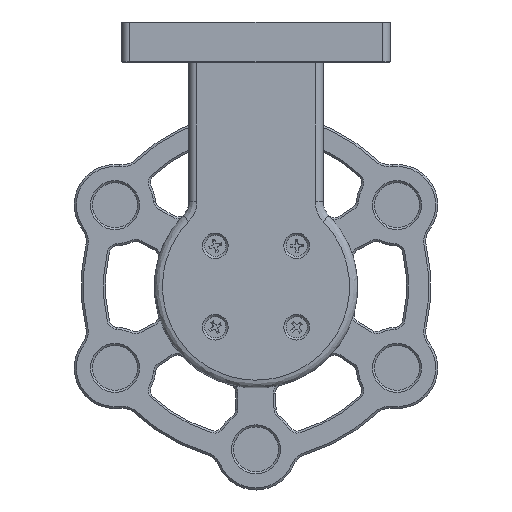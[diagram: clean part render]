
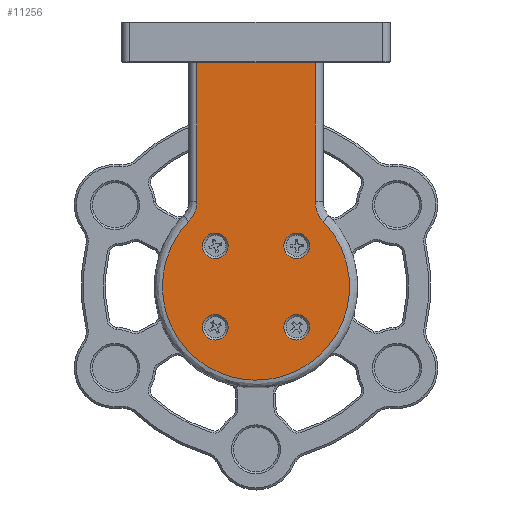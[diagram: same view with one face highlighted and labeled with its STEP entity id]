
A CAD part, front view. The second image highlights one B-rep face of the part: STEP entity #11256.
In plain terms, the highlighted planar face has unit normal (0, -1, 0).
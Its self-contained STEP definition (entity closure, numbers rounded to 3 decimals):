
#84 = EDGE_LOOP ( 'NONE', ( #12606, #22446, #22920, #4244, #9935, #16913 ) ) ;
#865 = CARTESIAN_POINT ( 'NONE',  ( -44.369, 5.724, 76.85 ) ) ;
#1068 = CARTESIAN_POINT ( 'NONE',  ( -44.369, 5.724, 60. ) ) ;
#1209 = DIRECTION ( 'NONE',  ( 0., 1., 0. ) ) ;
#1534 = VERTEX_POINT ( 'NONE', #4039 ) ;
#1700 = DIRECTION ( 'NONE',  ( 0., 0., 1. ) ) ;
#2313 = AXIS2_PLACEMENT_3D ( 'NONE', #1068, #4834, #3068 ) ;
#2927 = CARTESIAN_POINT ( 'NONE',  ( -24.369, 5.724, 60. ) ) ;
#3068 = DIRECTION ( 'NONE',  ( 0., 0., -1. ) ) ;
#3210 = CARTESIAN_POINT ( 'NONE',  ( -1.263, 5.724, 68.958 ) ) ;
#3453 = AXIS2_PLACEMENT_3D ( 'NONE', #9003, #1209, #6866 ) ;
#3710 =( BOUNDED_CURVE ( )  B_SPLINE_CURVE ( 3, ( #23454, #23697, #17788, #6443 ),
 .UNSPECIFIED., .F., .F. ) 
 B_SPLINE_CURVE_WITH_KNOTS ( ( 4, 4 ),
 ( 0., 1. ),
 .UNSPECIFIED. ) 
 CURVE ( )  GEOMETRIC_REPRESENTATION_ITEM ( )  RATIONAL_B_SPLINE_CURVE ( ( 1., 0.951, 0.951, 1. ) ) 
 REPRESENTATION_ITEM ( '' )  );
#3775 = VERTEX_POINT ( 'NONE', #13106 ) ;
#3915 = CARTESIAN_POINT ( 'NONE',  ( -19.174, 5.724, 87.364 ) ) ;
#4039 = CARTESIAN_POINT ( 'NONE',  ( -19.869, 5.724, 90.922 ) ) ;
#4244 = ORIENTED_EDGE ( 'NONE', *, *, #17265, .F. ) ;
#4545 = DIRECTION ( 'NONE',  ( 0., 0., -1. ) ) ;
#4834 = DIRECTION ( 'NONE',  ( 0., -1., 0. ) ) ;
#5052 = DIRECTION ( 'NONE',  ( 0., 0., -1. ) ) ;
#5100 = EDGE_CURVE ( 'NONE', #1534, #17867, #23357, .T. ) ;
#5470 = CARTESIAN_POINT ( 'NONE',  ( -50.852, 5.724, 86.041 ) ) ;
#5543 = CARTESIAN_POINT ( 'NONE',  ( -24.369, 5.724, 80. ) ) ;
#5679 = EDGE_CURVE ( 'NONE', #3775, #24705, #9806, .T. ) ;
#5744 = ORIENTED_EDGE ( 'NONE', *, *, #12867, .F. ) ;
#6090 = VERTEX_POINT ( 'NONE', #20684 ) ;
#6150 = LINE ( 'NONE', #13846, #22455 ) ;
#6443 = CARTESIAN_POINT ( 'NONE',  ( -48.869, 5.724, 90.922 ) ) ;
#6866 = DIRECTION ( 'NONE',  ( 0., 0., 1. ) ) ;
#6899 = CARTESIAN_POINT ( 'NONE',  ( -24.369, 5.724, 76.85 ) ) ;
#7122 = CARTESIAN_POINT ( 'NONE',  ( -34.369, 5.724, 47. ) ) ;
#7554 = EDGE_CURVE ( 'NONE', #13241, #13241, #8919, .T. ) ;
#7566 = DIRECTION ( 'NONE',  ( 0., 0., -1. ) ) ;
#7696 = CARTESIAN_POINT ( 'NONE',  ( -19.869, 5.724, 89.075 ) ) ;
#8040 = ORIENTED_EDGE ( 'NONE', *, *, #18302, .F. ) ;
#8056 = CARTESIAN_POINT ( 'NONE',  ( -44.369, 5.724, 56.85 ) ) ;
#8090 = DIRECTION ( 'NONE',  ( 0., -1., 0. ) ) ;
#8802 = VERTEX_POINT ( 'NONE', #6899 ) ;
#8883 = FACE_BOUND ( 'NONE', #17036, .T. ) ;
#8888 = CARTESIAN_POINT ( 'NONE',  ( -17.886, 5.724, 86.041 ) ) ;
#8919 = CIRCLE ( 'NONE', #10137, 3.15 ) ;
#9003 = CARTESIAN_POINT ( 'NONE',  ( -34.369, 5.724, 70. ) ) ;
#9806 = LINE ( 'NONE', #19494, #15356 ) ;
#9935 = ORIENTED_EDGE ( 'NONE', *, *, #17879, .F. ) ;
#10137 = AXIS2_PLACEMENT_3D ( 'NONE', #2927, #16291, #5052 ) ;
#10362 = CARTESIAN_POINT ( 'NONE',  ( -44.369, 5.724, 80. ) ) ;
#11256 = ADVANCED_FACE ( 'NONE', ( #24625, #8883, #24124, #18698, #14801 ), #12556, .F. ) ;
#12556 = PLANE ( 'NONE',  #3453 ) ;
#12606 = ORIENTED_EDGE ( 'NONE', *, *, #21565, .F. ) ;
#12757 = VECTOR ( 'NONE', #1700, 1000. ) ;
#12867 = EDGE_CURVE ( 'NONE', #19512, #19512, #21615, .T. ) ;
#13106 = CARTESIAN_POINT ( 'NONE',  ( -48.869, 5.724, 125. ) ) ;
#13241 = VERTEX_POINT ( 'NONE', #21152 ) ;
#13308 = CARTESIAN_POINT ( 'NONE',  ( -67.476, 5.724, 68.958 ) ) ;
#13527 = ORIENTED_EDGE ( 'NONE', *, *, #18579, .F. ) ;
#13846 = CARTESIAN_POINT ( 'NONE',  ( -19.869, 5.724, 70. ) ) ;
#14265 = AXIS2_PLACEMENT_3D ( 'NONE', #5543, #21158, #7566 ) ;
#14550 = CARTESIAN_POINT ( 'NONE',  ( -19.869, 5.724, 125. ) ) ;
#14801 = FACE_BOUND ( 'NONE', #24154, .T. ) ;
#15356 = VECTOR ( 'NONE', #19745, 1000. ) ;
#15391 = CARTESIAN_POINT ( 'NONE',  ( -17.886, 5.724, 86.041 ) ) ;
#16291 = DIRECTION ( 'NONE',  ( 0., -1., 0. ) ) ;
#16572 = CARTESIAN_POINT ( 'NONE',  ( -10.534, 5.724, 47. ) ) ;
#16913 = ORIENTED_EDGE ( 'NONE', *, *, #5100, .F. ) ;
#17036 = EDGE_LOOP ( 'NONE', ( #18044 ) ) ;
#17265 = EDGE_CURVE ( 'NONE', #22431, #6090, #3710, .T. ) ;
#17482 = CIRCLE ( 'NONE', #14265, 3.15 ) ;
#17788 = CARTESIAN_POINT ( 'NONE',  ( -48.869, 5.724, 89.075 ) ) ;
#17867 = VERTEX_POINT ( 'NONE', #20343 ) ;
#17879 = EDGE_CURVE ( 'NONE', #17867, #22431, #21722, .T. ) ;
#18044 = ORIENTED_EDGE ( 'NONE', *, *, #7554, .F. ) ;
#18302 = EDGE_CURVE ( 'NONE', #20371, #20371, #19472, .T. ) ;
#18579 = EDGE_CURVE ( 'NONE', #8802, #8802, #17482, .T. ) ;
#18698 = FACE_BOUND ( 'NONE', #19308, .T. ) ;
#18820 = EDGE_LOOP ( 'NONE', ( #8040 ) ) ;
#19308 = EDGE_LOOP ( 'NONE', ( #13527 ) ) ;
#19472 = CIRCLE ( 'NONE', #23116, 3.15 ) ;
#19494 = CARTESIAN_POINT ( 'NONE',  ( -34.369, 5.724, 125. ) ) ;
#19512 = VERTEX_POINT ( 'NONE', #8056 ) ;
#19745 = DIRECTION ( 'NONE',  ( 1., 0., 0. ) ) ;
#20343 = CARTESIAN_POINT ( 'NONE',  ( -17.886, 5.724, 86.041 ) ) ;
#20371 = VERTEX_POINT ( 'NONE', #865 ) ;
#20684 = CARTESIAN_POINT ( 'NONE',  ( -48.869, 5.724, 90.922 ) ) ;
#21086 = CARTESIAN_POINT ( 'NONE',  ( -50.852, 5.724, 86.041 ) ) ;
#21152 = CARTESIAN_POINT ( 'NONE',  ( -24.369, 5.724, 56.85 ) ) ;
#21158 = DIRECTION ( 'NONE',  ( 0., -1., 0. ) ) ;
#21388 = DIRECTION ( 'NONE',  ( 0., 0., -1. ) ) ;
#21565 = EDGE_CURVE ( 'NONE', #24705, #1534, #6150, .T. ) ;
#21615 = CIRCLE ( 'NONE', #2313, 3.15 ) ;
#21722 =( BOUNDED_CURVE ( )  B_SPLINE_CURVE ( 3, ( #8888, #3210, #16572, #7122, #22481, #13308, #5470 ),
 .UNSPECIFIED., .F., .F. ) 
 B_SPLINE_CURVE_WITH_KNOTS ( ( 4, 3, 4 ),
 ( 0., 0.5, 1. ),
 .UNSPECIFIED. ) 
 CURVE ( )  GEOMETRIC_REPRESENTATION_ITEM ( )  RATIONAL_B_SPLINE_CURVE ( ( 1., 0.593, 0.593, 1., 0.593, 0.593, 1. ) ) 
 REPRESENTATION_ITEM ( '' )  );
#22189 = EDGE_CURVE ( 'NONE', #6090, #3775, #22598, .T. ) ;
#22431 = VERTEX_POINT ( 'NONE', #21086 ) ;
#22446 = ORIENTED_EDGE ( 'NONE', *, *, #5679, .F. ) ;
#22455 = VECTOR ( 'NONE', #21388, 1000. ) ;
#22481 = CARTESIAN_POINT ( 'NONE',  ( -58.205, 5.724, 47. ) ) ;
#22598 = LINE ( 'NONE', #22988, #12757 ) ;
#22920 = ORIENTED_EDGE ( 'NONE', *, *, #22189, .F. ) ;
#22988 = CARTESIAN_POINT ( 'NONE',  ( -48.869, 5.724, 70. ) ) ;
#23116 = AXIS2_PLACEMENT_3D ( 'NONE', #10362, #8090, #4545 ) ;
#23357 =( BOUNDED_CURVE ( )  B_SPLINE_CURVE ( 3, ( #24838, #7696, #3915, #15391 ),
 .UNSPECIFIED., .F., .F. ) 
 B_SPLINE_CURVE_WITH_KNOTS ( ( 4, 4 ),
 ( 0., 1. ),
 .UNSPECIFIED. ) 
 CURVE ( )  GEOMETRIC_REPRESENTATION_ITEM ( )  RATIONAL_B_SPLINE_CURVE ( ( 1., 0.951, 0.951, 1. ) ) 
 REPRESENTATION_ITEM ( '' )  );
#23454 = CARTESIAN_POINT ( 'NONE',  ( -50.852, 5.724, 86.041 ) ) ;
#23697 = CARTESIAN_POINT ( 'NONE',  ( -49.564, 5.724, 87.364 ) ) ;
#24124 = FACE_BOUND ( 'NONE', #18820, .T. ) ;
#24154 = EDGE_LOOP ( 'NONE', ( #5744 ) ) ;
#24625 = FACE_OUTER_BOUND ( 'NONE', #84, .T. ) ;
#24705 = VERTEX_POINT ( 'NONE', #14550 ) ;
#24838 = CARTESIAN_POINT ( 'NONE',  ( -19.869, 5.724, 90.922 ) ) ;
